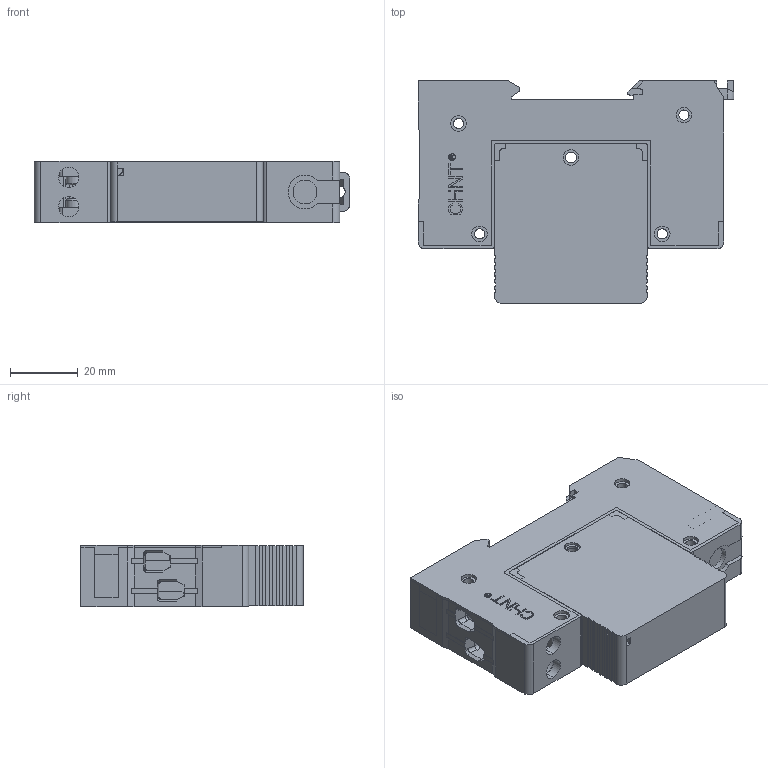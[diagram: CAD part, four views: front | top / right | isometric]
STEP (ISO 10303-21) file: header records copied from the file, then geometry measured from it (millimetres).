
FILE_DESCRIPTION((''),'2;1');
FILE_NAME('2-299-018_12_2K_275_ASM','2017-04-06T',('pb'),(''),'PRO/ENGINEER BY PARAMETRIC TECHNOLOGY CORPORATION, 2010280','PRO/ENGINEER BY PARAMETRIC TECHNOLOGY CORPORATION, 2010280','');
FILE_SCHEMA(('CONFIG_CONTROL_DESIGN'));
Length unit declared in the file: millimetre
Products named in the file (10): 8-005-237; 8-005-236; 8-315-443; 5-573-095_1_ASM; 8-024-497; 8-322-050; 8-315-444; 5-024-169_7_ASM; 8-271-232; 2-299-018_12_2K_275_ASM
Assembly tree (9 placements, depth 3):
  2-299-018_12_2K_275_ASM
    5-573-095_1_ASM
      8-005-237
      8-005-236
      8-315-443
    5-024-169_7_ASM
      8-024-497
      8-322-050
      8-315-444
    8-271-232
Bounding box: 93 x 65.5 x 18 mm (x, y, z)
Volume: 37014.1 mm3; surface area: 51489.6 mm2
Topology: 7 solids, 9 shells, 2123 faces, 6021 edges, 3973 vertices
Faces by surface type: plane 1767, cylinder 321, torus 18, cone 10, bspline 5, sphere 2
Entity records: 68774 total; most frequent: CARTESIAN_POINT 12893, ORIENTED_EDGE 12036, DIRECTION 10843, EDGE_CURVE 6018, VECTOR 5255, LINE 5255, VERTEX_POINT 3973, AXIS2_PLACEMENT_3D 2794
